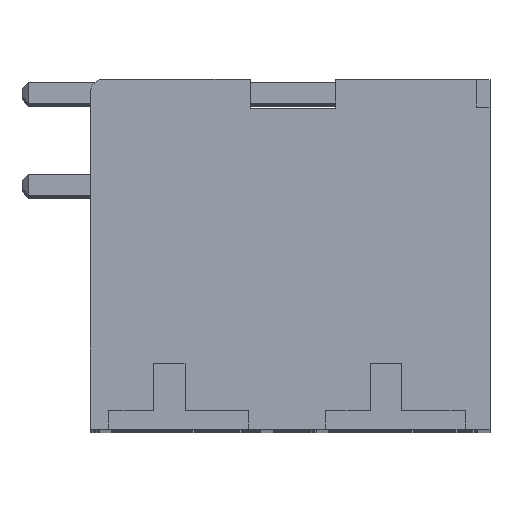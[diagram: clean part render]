
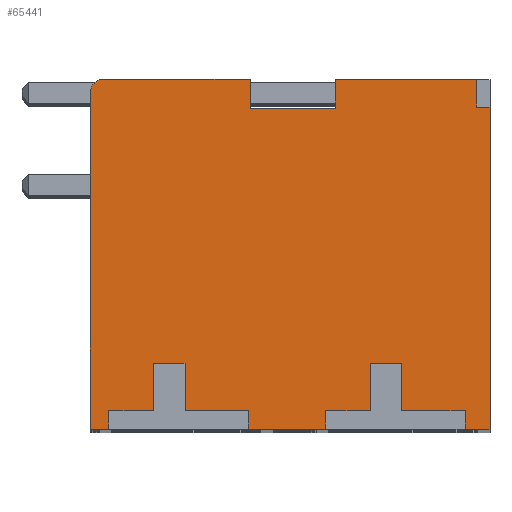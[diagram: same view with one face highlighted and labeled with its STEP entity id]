
A CAD part, top view. The second image highlights one B-rep face of the part: STEP entity #65441.
In plain terms, the highlighted planar face has unit normal (0, 0, 1).
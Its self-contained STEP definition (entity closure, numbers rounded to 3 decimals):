
#17322=DIRECTION('',(-1.,0.,0.));
#17323=VECTOR('',#17322,5.39);
#17324=CARTESIAN_POINT('',(11.703,13.3,33.7));
#17325=LINE('',#17324,#17323);
#17574=DIRECTION('',(0.,-1.,0.));
#17575=VECTOR('',#17574,1.092);
#17576=CARTESIAN_POINT('',(6.313,13.3,33.7));
#17577=LINE('',#17576,#17575);
#17702=DIRECTION('',(0.,1.,0.));
#17703=VECTOR('',#17702,1.092);
#17704=CARTESIAN_POINT('',(3.074,12.208,33.7));
#17705=LINE('',#17704,#17703);
#18350=DIRECTION('',(-1.,0.,0.));
#18351=VECTOR('',#18350,5.716);
#18352=CARTESIAN_POINT('',(3.074,13.3,33.7));
#18353=LINE('',#18352,#18351);
#18858=DIRECTION('',(0.,-1.,0.));
#18859=VECTOR('',#18858,0.02);
#18860=CARTESIAN_POINT('',(-2.641,13.3,33.7));
#18861=LINE('',#18860,#18859);
#22360=DIRECTION('',(-1.,0.,0.));
#22361=VECTOR('',#22360,3.238);
#22362=CARTESIAN_POINT('',(6.313,12.208,33.7));
#22363=LINE('',#22362,#22361);
#22364=DIRECTION('',(0.,1.,0.));
#22365=VECTOR('',#22364,0.7);
#22366=CARTESIAN_POINT('',(11.25,0.,33.7));
#22367=LINE('',#22366,#22365);
#22368=DIRECTION('',(1.,0.,0.));
#22369=VECTOR('',#22368,2.4);
#22370=CARTESIAN_POINT('',(8.85,0.7,33.7));
#22371=LINE('',#22370,#22369);
#22372=DIRECTION('',(0.,-1.,0.));
#22373=VECTOR('',#22372,1.8);
#22374=CARTESIAN_POINT('',(8.85,2.5,33.7));
#22375=LINE('',#22374,#22373);
#22376=DIRECTION('',(1.,0.,0.));
#22377=VECTOR('',#22376,1.2);
#22378=CARTESIAN_POINT('',(7.65,2.5,33.7));
#22379=LINE('',#22378,#22377);
#22380=DIRECTION('',(0.,1.,0.));
#22381=VECTOR('',#22380,1.8);
#22382=CARTESIAN_POINT('',(7.65,0.7,33.7));
#22383=LINE('',#22382,#22381);
#22384=DIRECTION('',(1.,0.,0.));
#22385=VECTOR('',#22384,1.7);
#22386=CARTESIAN_POINT('',(5.95,0.7,33.7));
#22387=LINE('',#22386,#22385);
#22388=DIRECTION('',(0.,1.,0.));
#22389=VECTOR('',#22388,0.7);
#22390=CARTESIAN_POINT('',(5.95,0.,33.7));
#22391=LINE('',#22390,#22389);
#22392=DIRECTION('',(-1.,0.,0.));
#22393=VECTOR('',#22392,2.95);
#22394=CARTESIAN_POINT('',(5.95,0.,33.7));
#22395=LINE('',#22394,#22393);
#22396=DIRECTION('',(0.,1.,0.));
#22397=VECTOR('',#22396,0.7);
#22398=CARTESIAN_POINT('',(3.,0.,33.7));
#22399=LINE('',#22398,#22397);
#22400=DIRECTION('',(1.,0.,0.));
#22401=VECTOR('',#22400,2.4);
#22402=CARTESIAN_POINT('',(0.6,0.7,33.7));
#22403=LINE('',#22402,#22401);
#22404=DIRECTION('',(0.,-1.,0.));
#22405=VECTOR('',#22404,1.8);
#22406=CARTESIAN_POINT('',(0.6,2.5,33.7));
#22407=LINE('',#22406,#22405);
#22408=DIRECTION('',(1.,0.,0.));
#22409=VECTOR('',#22408,1.2);
#22410=CARTESIAN_POINT('',(-0.6,2.5,33.7));
#22411=LINE('',#22410,#22409);
#22412=DIRECTION('',(0.,1.,0.));
#22413=VECTOR('',#22412,1.8);
#22414=CARTESIAN_POINT('',(-0.6,0.7,33.7));
#22415=LINE('',#22414,#22413);
#22416=DIRECTION('',(1.,0.,0.));
#22417=VECTOR('',#22416,1.7);
#22418=CARTESIAN_POINT('',(-2.3,0.7,33.7));
#22419=LINE('',#22418,#22417);
#22420=DIRECTION('',(0.,1.,0.));
#22421=VECTOR('',#22420,0.7);
#22422=CARTESIAN_POINT('',(-2.3,0.,33.7));
#22423=LINE('',#22422,#22421);
#22424=DIRECTION('',(-1.,0.,0.));
#22425=VECTOR('',#22424,0.7);
#22426=CARTESIAN_POINT('',(-2.3,0.,33.7));
#22427=LINE('',#22426,#22425);
#22428=DIRECTION('',(0.,1.,0.));
#22429=VECTOR('',#22428,12.8);
#22430=CARTESIAN_POINT('',(-3.,0.,33.7));
#22431=LINE('',#22430,#22429);
#22432=CARTESIAN_POINT('',(-2.5,12.8,33.7));
#22433=DIRECTION('',(0.,0.,-1.));
#22434=DIRECTION('',(-1.,0.,0.));
#22435=AXIS2_PLACEMENT_3D('',#22432,#22433,#22434);
#22437=DIRECTION('',(0.,-1.,0.));
#22438=VECTOR('',#22437,12.25);
#22439=CARTESIAN_POINT('',(12.2,12.25,33.7));
#22440=LINE('',#22439,#22438);
#22441=DIRECTION('',(-1.,0.,0.));
#22442=VECTOR('',#22441,0.95);
#22443=CARTESIAN_POINT('',(12.2,0.,33.7));
#22444=LINE('',#22443,#22442);
#22604=DIRECTION('',(0.,1.,0.));
#22605=VECTOR('',#22604,1.05);
#22606=CARTESIAN_POINT('',(11.703,12.25,33.7));
#22607=LINE('',#22606,#22605);
#22620=DIRECTION('',(-1.,0.,0.));
#22621=VECTOR('',#22620,0.497);
#22622=CARTESIAN_POINT('',(12.2,12.25,33.7));
#22623=LINE('',#22622,#22621);
#24574=CARTESIAN_POINT('',(-3.,0.,33.7));
#24575=VERTEX_POINT('',#24574);
#24656=CARTESIAN_POINT('',(12.2,12.25,33.7));
#24657=CARTESIAN_POINT('',(12.2,0.,33.7));
#24658=VERTEX_POINT('',#24656);
#24659=VERTEX_POINT('',#24657);
#24666=CARTESIAN_POINT('',(11.703,13.3,33.7));
#24667=VERTEX_POINT('',#24666);
#24668=CARTESIAN_POINT('',(6.313,13.3,33.7));
#24669=VERTEX_POINT('',#24668);
#24670=CARTESIAN_POINT('',(6.313,12.208,33.7));
#24671=VERTEX_POINT('',#24670);
#24680=CARTESIAN_POINT('',(3.074,12.208,33.7));
#24681=CARTESIAN_POINT('',(3.074,13.3,33.7));
#24682=VERTEX_POINT('',#24680);
#24683=VERTEX_POINT('',#24681);
#24692=CARTESIAN_POINT('',(-2.641,13.3,33.7));
#24693=VERTEX_POINT('',#24692);
#24694=CARTESIAN_POINT('',(-2.641,13.28,33.7));
#24695=VERTEX_POINT('',#24694);
#24724=CARTESIAN_POINT('',(-3.,12.8,33.7));
#24725=VERTEX_POINT('',#24724);
#24726=CARTESIAN_POINT('',(11.703,12.25,33.7));
#24727=VERTEX_POINT('',#24726);
#24970=CARTESIAN_POINT('',(11.25,0.7,33.7));
#24971=VERTEX_POINT('',#24970);
#24972=CARTESIAN_POINT('',(11.25,0.,33.7));
#24973=VERTEX_POINT('',#24972);
#24974=CARTESIAN_POINT('',(5.95,0.,33.7));
#24975=VERTEX_POINT('',#24974);
#24976=CARTESIAN_POINT('',(5.95,0.7,33.7));
#24977=VERTEX_POINT('',#24976);
#24978=CARTESIAN_POINT('',(7.65,0.7,33.7));
#24979=VERTEX_POINT('',#24978);
#24980=CARTESIAN_POINT('',(7.65,2.5,33.7));
#24981=VERTEX_POINT('',#24980);
#24982=CARTESIAN_POINT('',(8.85,2.5,33.7));
#24983=VERTEX_POINT('',#24982);
#24984=CARTESIAN_POINT('',(8.85,0.7,33.7));
#24985=VERTEX_POINT('',#24984);
#24986=CARTESIAN_POINT('',(3.,0.,33.7));
#24987=VERTEX_POINT('',#24986);
#24988=CARTESIAN_POINT('',(-2.3,0.,33.7));
#24989=VERTEX_POINT('',#24988);
#24990=CARTESIAN_POINT('',(-2.3,0.7,33.7));
#24991=VERTEX_POINT('',#24990);
#24992=CARTESIAN_POINT('',(-0.6,0.7,33.7));
#24993=VERTEX_POINT('',#24992);
#24994=CARTESIAN_POINT('',(-0.6,2.5,33.7));
#24995=VERTEX_POINT('',#24994);
#24996=CARTESIAN_POINT('',(0.6,2.5,33.7));
#24997=VERTEX_POINT('',#24996);
#24998=CARTESIAN_POINT('',(0.6,0.7,33.7));
#24999=VERTEX_POINT('',#24998);
#25000=CARTESIAN_POINT('',(3.,0.7,33.7));
#25001=VERTEX_POINT('',#25000);
#65388=CARTESIAN_POINT('',(0.,0.,33.7));
#65389=DIRECTION('',(0.,0.,1.));
#65390=DIRECTION('',(1.,0.,0.));
#65391=AXIS2_PLACEMENT_3D('',#65388,#65389,#65390);
#65392=PLANE('',#65391);
#65394=ORIENTED_EDGE('',*,*,#65393,.T.);
#65396=ORIENTED_EDGE('',*,*,#65395,.F.);
#65398=ORIENTED_EDGE('',*,*,#65397,.F.);
#65400=ORIENTED_EDGE('',*,*,#65399,.F.);
#65402=ORIENTED_EDGE('',*,*,#65401,.F.);
#65404=ORIENTED_EDGE('',*,*,#65403,.F.);
#65406=ORIENTED_EDGE('',*,*,#65405,.F.);
#65407=ORIENTED_EDGE('',*,*,#32485,.T.);
#65409=ORIENTED_EDGE('',*,*,#65408,.T.);
#65411=ORIENTED_EDGE('',*,*,#65410,.F.);
#65413=ORIENTED_EDGE('',*,*,#65412,.F.);
#65415=ORIENTED_EDGE('',*,*,#65414,.F.);
#65417=ORIENTED_EDGE('',*,*,#65416,.F.);
#65419=ORIENTED_EDGE('',*,*,#65418,.F.);
#65421=ORIENTED_EDGE('',*,*,#65420,.F.);
#65422=ORIENTED_EDGE('',*,*,#32477,.T.);
#65424=ORIENTED_EDGE('',*,*,#65423,.T.);
#65426=ORIENTED_EDGE('',*,*,#65425,.T.);
#65427=ORIENTED_EDGE('',*,*,#58940,.F.);
#65428=ORIENTED_EDGE('',*,*,#58910,.F.);
#65429=ORIENTED_EDGE('',*,*,#57649,.F.);
#65430=ORIENTED_EDGE('',*,*,#65383,.F.);
#65431=ORIENTED_EDGE('',*,*,#57367,.F.);
#65432=ORIENTED_EDGE('',*,*,#57352,.F.);
#65434=ORIENTED_EDGE('',*,*,#65433,.F.);
#65436=ORIENTED_EDGE('',*,*,#65435,.F.);
#65437=ORIENTED_EDGE('',*,*,#57040,.T.);
#65438=ORIENTED_EDGE('',*,*,#32493,.T.);
#65439=EDGE_LOOP('',(#65394,#65396,#65398,#65400,#65402,#65404,#65406,#65407,
#65409,#65411,#65413,#65415,#65417,#65419,#65421,#65422,#65424,#65426,#65427,
#65428,#65429,#65430,#65431,#65432,#65434,#65436,#65437,#65438));
#65440=FACE_OUTER_BOUND('',#65439,.F.);
#22436=CIRCLE('',#22435,0.5);
#32477=EDGE_CURVE('',#24989,#24575,#22427,.T.);
#32485=EDGE_CURVE('',#24975,#24987,#22395,.T.);
#32493=EDGE_CURVE('',#24659,#24973,#22444,.T.);
#57040=EDGE_CURVE('',#24658,#24659,#22440,.T.);
#57352=EDGE_CURVE('',#24667,#24669,#17325,.T.);
#57367=EDGE_CURVE('',#24669,#24671,#17577,.T.);
#57649=EDGE_CURVE('',#24682,#24683,#17705,.T.);
#58910=EDGE_CURVE('',#24683,#24693,#18353,.T.);
#58940=EDGE_CURVE('',#24693,#24695,#18861,.T.);
#65383=EDGE_CURVE('',#24671,#24682,#22363,.T.);
#65393=EDGE_CURVE('',#24973,#24971,#22367,.T.);
#65395=EDGE_CURVE('',#24985,#24971,#22371,.T.);
#65397=EDGE_CURVE('',#24983,#24985,#22375,.T.);
#65399=EDGE_CURVE('',#24981,#24983,#22379,.T.);
#65401=EDGE_CURVE('',#24979,#24981,#22383,.T.);
#65403=EDGE_CURVE('',#24977,#24979,#22387,.T.);
#65405=EDGE_CURVE('',#24975,#24977,#22391,.T.);
#65408=EDGE_CURVE('',#24987,#25001,#22399,.T.);
#65410=EDGE_CURVE('',#24999,#25001,#22403,.T.);
#65412=EDGE_CURVE('',#24997,#24999,#22407,.T.);
#65414=EDGE_CURVE('',#24995,#24997,#22411,.T.);
#65416=EDGE_CURVE('',#24993,#24995,#22415,.T.);
#65418=EDGE_CURVE('',#24991,#24993,#22419,.T.);
#65420=EDGE_CURVE('',#24989,#24991,#22423,.T.);
#65423=EDGE_CURVE('',#24575,#24725,#22431,.T.);
#65425=EDGE_CURVE('',#24725,#24695,#22436,.T.);
#65433=EDGE_CURVE('',#24727,#24667,#22607,.T.);
#65435=EDGE_CURVE('',#24658,#24727,#22623,.T.);
#65441=ADVANCED_FACE('',(#65440),#65392,.T.);
